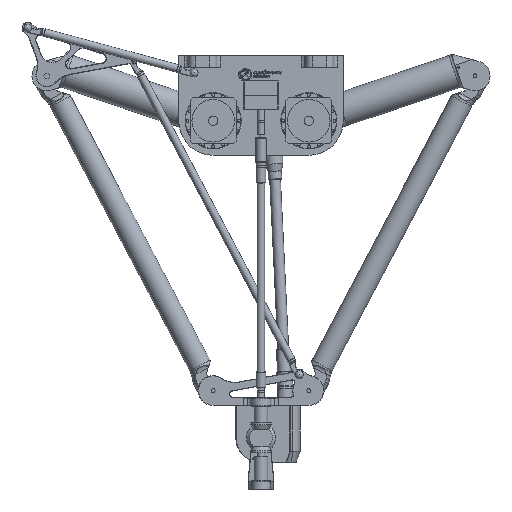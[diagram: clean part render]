
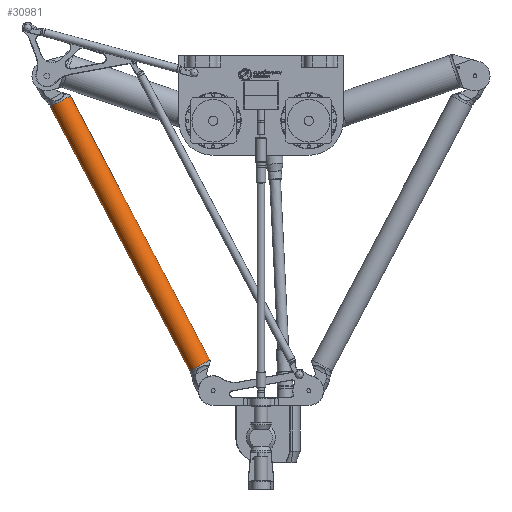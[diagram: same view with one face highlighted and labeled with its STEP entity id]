
A CAD part, left-side view. The second image highlights one B-rep face of the part: STEP entity #30981.
In plain terms, the highlighted cylindrical face has radius 30 mm (diameter 60 mm), a full revolution.
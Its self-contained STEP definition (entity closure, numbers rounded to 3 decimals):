
#1085=FACE_BOUND('',#7696,.T.);
#2910=CIRCLE('',#33981,30.);
#2917=CIRCLE('',#33993,30.);
#4036=CYLINDRICAL_SURFACE('',#33994,30.);
#5262=FACE_OUTER_BOUND('',#7695,.T.);
#7695=EDGE_LOOP('',(#24804));
#7696=EDGE_LOOP('',(#24805));
#15252=VERTEX_POINT('',#54468);
#15259=VERTEX_POINT('',#54487);
#18650=EDGE_CURVE('',#15252,#15252,#2910,.T.);
#18657=EDGE_CURVE('',#15259,#15259,#2917,.T.);
#24804=ORIENTED_EDGE('',*,*,#18657,.T.);
#24805=ORIENTED_EDGE('',*,*,#18650,.T.);
#30981=ADVANCED_FACE('',(#5262,#1085),#4036,.T.);
#33981=AXIS2_PLACEMENT_3D('',#54469,#40478,#40479);
#33993=AXIS2_PLACEMENT_3D('',#54488,#40502,#40503);
#33994=AXIS2_PLACEMENT_3D('',#54489,#40504,#40505);
#40478=DIRECTION('center_axis',(1.,0.,0.));
#40479=DIRECTION('ref_axis',(0.,0.,1.));
#40502=DIRECTION('center_axis',(-1.,0.,0.));
#40503=DIRECTION('ref_axis',(0.,0.,1.));
#40504=DIRECTION('center_axis',(-1.,0.,0.));
#40505=DIRECTION('ref_axis',(0.,0.,1.));
#54468=CARTESIAN_POINT('',(-719.9,0.,-30.));
#54469=CARTESIAN_POINT('Origin',(-719.9,0.,0.));
#54487=CARTESIAN_POINT('',(60.9,0.,-30.));
#54488=CARTESIAN_POINT('Origin',(60.9,0.,0.));
#54489=CARTESIAN_POINT('Origin',(65.,0.,0.));
